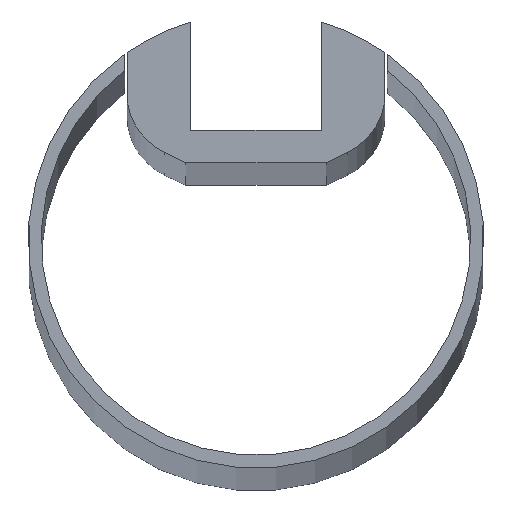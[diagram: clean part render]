
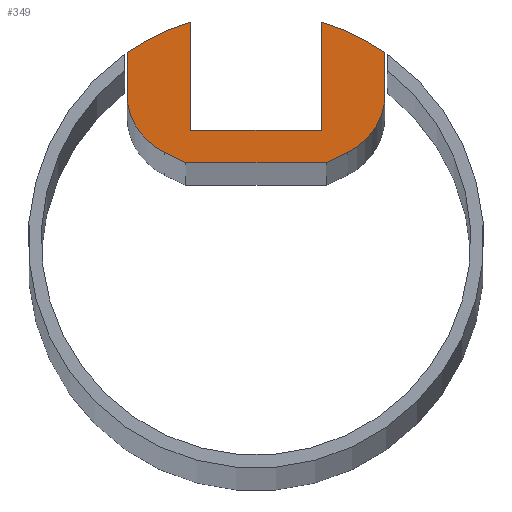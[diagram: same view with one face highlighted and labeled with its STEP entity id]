
A CAD part, top view. The second image highlights one B-rep face of the part: STEP entity #349.
In plain terms, the highlighted planar face has unit normal (0, 0, 1).
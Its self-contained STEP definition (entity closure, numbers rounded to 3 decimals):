
#18=CIRCLE('',#375,17.5);
#20=CIRCLE('',#379,5.);
#22=CIRCLE('',#385,5.);
#24=CIRCLE('',#389,17.5);
#47=FACE_OUTER_BOUND('',#67,.T.);
#67=EDGE_LOOP('',(#275,#276,#277,#278,#279,#280,#281,#282,#283,#284,#285,
#286));
#77=LINE('',#514,#113);
#81=LINE('',#526,#117);
#85=LINE('',#538,#121);
#88=LINE('',#544,#124);
#91=LINE('',#550,#127);
#95=LINE('',#562,#131);
#99=LINE('',#574,#135);
#102=LINE('',#578,#138);
#113=VECTOR('',#410,10.);
#117=VECTOR('',#422,10.);
#121=VECTOR('',#434,10.);
#124=VECTOR('',#439,10.);
#127=VECTOR('',#444,10.);
#131=VECTOR('',#456,10.);
#135=VECTOR('',#468,10.);
#138=VECTOR('',#473,10.);
#149=VERTEX_POINT('',#511);
#150=VERTEX_POINT('',#513);
#152=VERTEX_POINT('',#519);
#154=VERTEX_POINT('',#525);
#156=VERTEX_POINT('',#531);
#158=VERTEX_POINT('',#537);
#160=VERTEX_POINT('',#543);
#162=VERTEX_POINT('',#549);
#164=VERTEX_POINT('',#555);
#166=VERTEX_POINT('',#561);
#168=VERTEX_POINT('',#567);
#170=VERTEX_POINT('',#573);
#181=EDGE_CURVE('',#150,#149,#77,.T.);
#184=EDGE_CURVE('',#152,#150,#18,.T.);
#187=EDGE_CURVE('',#154,#152,#81,.T.);
#190=EDGE_CURVE('',#156,#154,#20,.T.);
#193=EDGE_CURVE('',#158,#156,#85,.T.);
#196=EDGE_CURVE('',#160,#158,#88,.T.);
#199=EDGE_CURVE('',#162,#160,#91,.T.);
#202=EDGE_CURVE('',#164,#162,#22,.T.);
#205=EDGE_CURVE('',#166,#164,#95,.T.);
#208=EDGE_CURVE('',#168,#166,#24,.T.);
#211=EDGE_CURVE('',#170,#168,#99,.T.);
#214=EDGE_CURVE('',#149,#170,#102,.T.);
#275=ORIENTED_EDGE('',*,*,#214,.T.);
#276=ORIENTED_EDGE('',*,*,#211,.T.);
#277=ORIENTED_EDGE('',*,*,#208,.T.);
#278=ORIENTED_EDGE('',*,*,#205,.T.);
#279=ORIENTED_EDGE('',*,*,#202,.T.);
#280=ORIENTED_EDGE('',*,*,#199,.T.);
#281=ORIENTED_EDGE('',*,*,#196,.T.);
#282=ORIENTED_EDGE('',*,*,#193,.T.);
#283=ORIENTED_EDGE('',*,*,#190,.T.);
#284=ORIENTED_EDGE('',*,*,#187,.T.);
#285=ORIENTED_EDGE('',*,*,#184,.T.);
#286=ORIENTED_EDGE('',*,*,#181,.T.);
#331=PLANE('',#392);
#349=ADVANCED_FACE('',(#47),#331,.T.);
#375=AXIS2_PLACEMENT_3D('',#520,#416,#417);
#379=AXIS2_PLACEMENT_3D('',#532,#428,#429);
#385=AXIS2_PLACEMENT_3D('',#556,#450,#451);
#389=AXIS2_PLACEMENT_3D('',#568,#462,#463);
#392=AXIS2_PLACEMENT_3D('',#579,#474,#475);
#410=DIRECTION('',(0.,-1.,0.));
#416=DIRECTION('center_axis',(0.,0.,1.));
#417=DIRECTION('ref_axis',(-0.286,0.958,0.));
#422=DIRECTION('',(0.,1.,0.));
#428=DIRECTION('center_axis',(0.,0.,1.));
#429=DIRECTION('ref_axis',(0.43,-0.903,0.));
#434=DIRECTION('',(0.903,0.43,0.));
#439=DIRECTION('',(1.,0.,0.));
#444=DIRECTION('',(0.903,-0.43,0.));
#450=DIRECTION('center_axis',(0.,0.,1.));
#451=DIRECTION('ref_axis',(-1.,0.,0.));
#456=DIRECTION('',(0.,-1.,0.));
#462=DIRECTION('center_axis',(0.,0.,1.));
#463=DIRECTION('ref_axis',(-0.286,0.958,0.));
#468=DIRECTION('',(0.,1.,0.));
#473=DIRECTION('',(-1.,0.,0.));
#474=DIRECTION('center_axis',(0.,0.,1.));
#475=DIRECTION('ref_axis',(1.,0.,0.));
#511=CARTESIAN_POINT('',(5.,8.471,1000.));
#513=CARTESIAN_POINT('',(5.,16.771,1000.));
#514=CARTESIAN_POINT('',(5.,16.771,1000.));
#519=CARTESIAN_POINT('',(9.9,14.431,1000.));
#520=CARTESIAN_POINT('Origin',(0.,0.,1000.));
#525=CARTESIAN_POINT('',(9.9,11.271,1000.));
#526=CARTESIAN_POINT('',(9.9,5.971,1000.));
#531=CARTESIAN_POINT('',(7.05,6.756,1000.));
#532=CARTESIAN_POINT('Origin',(4.9,11.271,1000.));
#537=CARTESIAN_POINT('',(5.4,5.971,1000.));
#538=CARTESIAN_POINT('',(5.4,5.971,1000.));
#543=CARTESIAN_POINT('',(-5.4,5.971,1000.));
#544=CARTESIAN_POINT('',(-9.9,5.971,1000.));
#549=CARTESIAN_POINT('',(-7.05,6.756,1000.));
#550=CARTESIAN_POINT('',(-7.05,6.756,1000.));
#555=CARTESIAN_POINT('',(-9.9,11.271,1000.));
#556=CARTESIAN_POINT('Origin',(-4.9,11.271,1000.));
#561=CARTESIAN_POINT('',(-9.9,14.431,1000.));
#562=CARTESIAN_POINT('',(-9.9,16.771,1000.));
#567=CARTESIAN_POINT('',(-5.,16.771,1000.));
#568=CARTESIAN_POINT('Origin',(0.,0.,1000.));
#573=CARTESIAN_POINT('',(-5.,8.471,1000.));
#574=CARTESIAN_POINT('',(-5.,8.471,1000.));
#578=CARTESIAN_POINT('',(5.,8.471,1000.));
#579=CARTESIAN_POINT('Origin',(0.,11.371,1000.));
